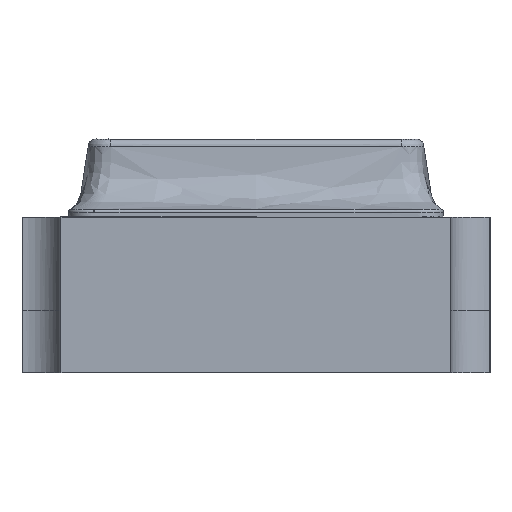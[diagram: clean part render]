
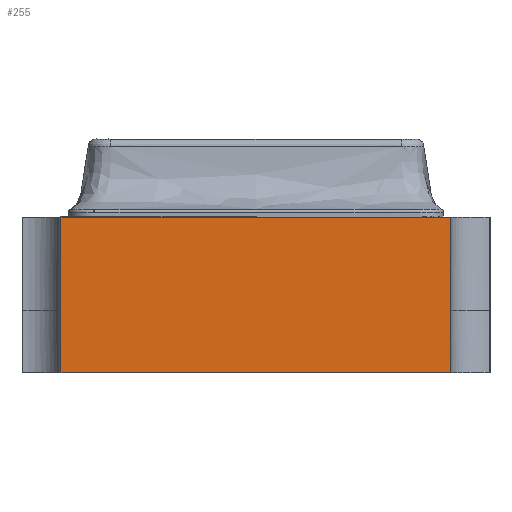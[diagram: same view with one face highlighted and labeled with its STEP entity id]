
A CAD part, left-side view. The second image highlights one B-rep face of the part: STEP entity #255.
In plain terms, the highlighted planar face has unit normal (1, 0, 0).
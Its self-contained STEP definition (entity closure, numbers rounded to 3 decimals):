
#255=ADVANCED_FACE('',(#289),#1002,.T.);
#289=FACE_OUTER_BOUND('',#323,.T.);
#323=EDGE_LOOP('',(#446,#447,#448,#449,#450,#451));
#446=ORIENTED_EDGE('',*,*,#605,.T.);
#447=ORIENTED_EDGE('',*,*,#603,.T.);
#448=ORIENTED_EDGE('',*,*,#601,.F.);
#449=ORIENTED_EDGE('',*,*,#604,.F.);
#450=ORIENTED_EDGE('',*,*,#606,.F.);
#451=ORIENTED_EDGE('',*,*,#602,.T.);
#601=EDGE_CURVE('',#896,#897,#691,.T.);
#602=EDGE_CURVE('',#898,#899,#692,.T.);
#603=EDGE_CURVE('',#900,#897,#811,.T.);
#604=EDGE_CURVE('',#901,#896,#693,.T.);
#605=EDGE_CURVE('',#899,#900,#812,.T.);
#606=EDGE_CURVE('',#898,#901,#694,.T.);
#691=B_SPLINE_CURVE_WITH_KNOTS('',1,(#1937,#1938),.UNSPECIFIED.,.F.,.F.,
(2,2),(0.,1.25),.UNSPECIFIED.);
#692=B_SPLINE_CURVE_WITH_KNOTS('',1,(#1939,#1940),.UNSPECIFIED.,.F.,.F.,
(2,2),(0.,1.25),.UNSPECIFIED.);
#693=B_SPLINE_CURVE_WITH_KNOTS('',1,(#1943,#1944),.UNSPECIFIED.,.F.,.F.,
(2,2),(0.3,0.5),.UNSPECIFIED.);
#694=B_SPLINE_CURVE_WITH_KNOTS('',1,(#1947,#1948),.UNSPECIFIED.,.F.,.F.,
(2,2),(0.,0.3),.UNSPECIFIED.);
#811=(
BOUNDED_CURVE()
B_SPLINE_CURVE(1,(#1941,#1942),.UNSPECIFIED.,.F.,.F.)
B_SPLINE_CURVE_WITH_KNOTS((2,2),(0.3,0.5),.UNSPECIFIED.)
CURVE()
GEOMETRIC_REPRESENTATION_ITEM()
RATIONAL_B_SPLINE_CURVE((1.,1.))
REPRESENTATION_ITEM('')
);
#812=(
BOUNDED_CURVE()
B_SPLINE_CURVE(1,(#1945,#1946),.UNSPECIFIED.,.F.,.F.)
B_SPLINE_CURVE_WITH_KNOTS((2,2),(0.,0.3),.UNSPECIFIED.)
CURVE()
GEOMETRIC_REPRESENTATION_ITEM()
RATIONAL_B_SPLINE_CURVE((1.,1.))
REPRESENTATION_ITEM('')
);
#896=VERTEX_POINT('',#1931);
#897=VERTEX_POINT('',#1932);
#898=VERTEX_POINT('',#1933);
#899=VERTEX_POINT('',#1934);
#900=VERTEX_POINT('',#1935);
#901=VERTEX_POINT('',#1936);
#1002=PLANE('',#1033);
#1033=AXIS2_PLACEMENT_3D('',#1930,#1047,$);
#1047=DIRECTION('',(1.,0.,0.));
#1930=CARTESIAN_POINT('',(-1.6,-0.625,0.51));
#1931=CARTESIAN_POINT('',(-1.6,0.625,0.01));
#1932=CARTESIAN_POINT('',(-1.6,-0.625,0.01));
#1933=CARTESIAN_POINT('',(-1.6,0.625,0.51));
#1934=CARTESIAN_POINT('',(-1.6,-0.625,0.51));
#1935=CARTESIAN_POINT('',(-1.6,-0.625,0.21));
#1936=CARTESIAN_POINT('',(-1.6,0.625,0.21));
#1937=CARTESIAN_POINT('',(-1.6,0.625,0.01));
#1938=CARTESIAN_POINT('',(-1.6,-0.625,0.01));
#1939=CARTESIAN_POINT('',(-1.6,0.625,0.51));
#1940=CARTESIAN_POINT('',(-1.6,-0.625,0.51));
#1941=CARTESIAN_POINT('',(-1.6,-0.625,0.21));
#1942=CARTESIAN_POINT('',(-1.6,-0.625,0.01));
#1943=CARTESIAN_POINT('',(-1.6,0.625,0.21));
#1944=CARTESIAN_POINT('',(-1.6,0.625,0.01));
#1945=CARTESIAN_POINT('',(-1.6,-0.625,0.51));
#1946=CARTESIAN_POINT('',(-1.6,-0.625,0.21));
#1947=CARTESIAN_POINT('',(-1.6,0.625,0.51));
#1948=CARTESIAN_POINT('',(-1.6,0.625,0.21));
